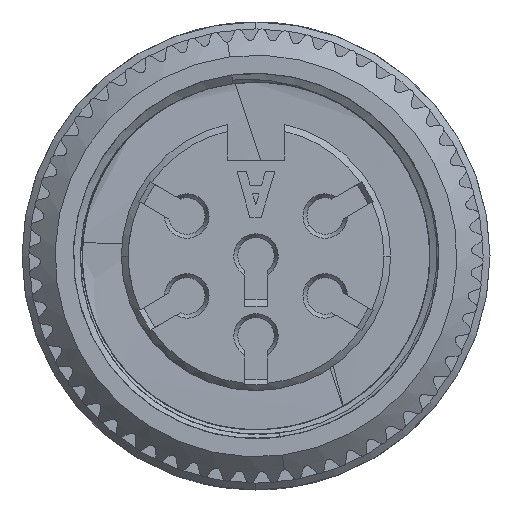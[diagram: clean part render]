
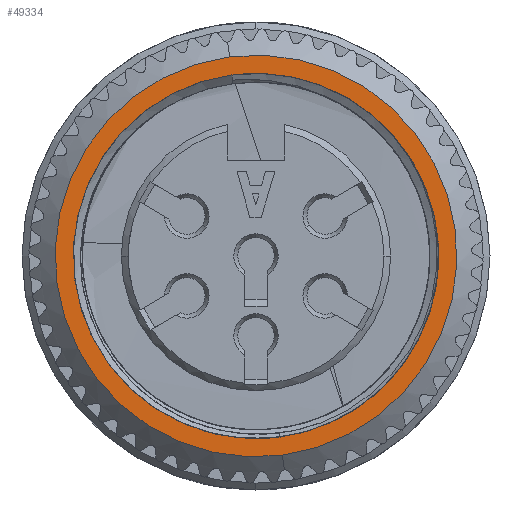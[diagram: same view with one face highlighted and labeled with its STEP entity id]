
A CAD part, left-side view. The second image highlights one B-rep face of the part: STEP entity #49334.
In plain terms, the highlighted planar face has unit normal (-1, 0, 0).
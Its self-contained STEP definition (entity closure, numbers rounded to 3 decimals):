
#49298=CARTESIAN_POINT('',(-0.4,8.324,-10.868));
#49299=DIRECTION('',(-1.,-0.,0.));
#49300=DIRECTION('',(0.,-0.991,0.131));
#49301=AXIS2_PLACEMENT_3D('',#49298,#49299,#49300);
#49302=PLANE('',#49301);
#49303=CARTESIAN_POINT('',(-0.4,1.051,7.931));
#49304=VERTEX_POINT('',#49303);
#49305=CARTESIAN_POINT('',(-0.4,-5.038,6.215));
#49306=VERTEX_POINT('',#49305);
#49307=CARTESIAN_POINT('',(-0.4,0.,-0.));
#49308=DIRECTION('',(-1.,-0.,0.));
#49309=DIRECTION('',(0.,0.131,0.991));
#49310=AXIS2_PLACEMENT_3D('',#49307,#49308,#49309);
#49311=CIRCLE('',#49310,8.);
#49312=EDGE_CURVE('',#49304,#49306,#49311,.T.);
#49313=ORIENTED_EDGE('',*,*,#49312,.F.);
#49314=CARTESIAN_POINT('',(-0.4,0.,-0.));
#49315=DIRECTION('',(-1.,-0.,0.));
#49316=DIRECTION('',(0.,0.131,0.991));
#49317=AXIS2_PLACEMENT_3D('',#49314,#49315,#49316);
#49318=CIRCLE('',#49317,8.);
#49319=EDGE_CURVE('',#49306,#49304,#49318,.T.);
#49320=ORIENTED_EDGE('',*,*,#49319,.F.);
#49321=EDGE_LOOP('',(#49313,#49320));
#49322=FACE_BOUND('',#49321,.T.);
#49323=CARTESIAN_POINT('',(-0.4,1.157,8.724));
#49324=VERTEX_POINT('',#49323);
#49325=CARTESIAN_POINT('',(-0.4,0.,-0.));
#49326=DIRECTION('',(1.,0.,-0.));
#49327=DIRECTION('',(0.,0.131,0.991));
#49328=AXIS2_PLACEMENT_3D('',#49325,#49326,#49327);
#49329=CIRCLE('',#49328,8.8);
#49330=EDGE_CURVE('',#49324,#49324,#49329,.T.);
#49331=ORIENTED_EDGE('',*,*,#49330,.F.);
#49332=EDGE_LOOP('',(#49331));
#49333=FACE_BOUND('',#49332,.T.);
#49334=ADVANCED_FACE('',(#49322,#49333),#49302,.T.);
